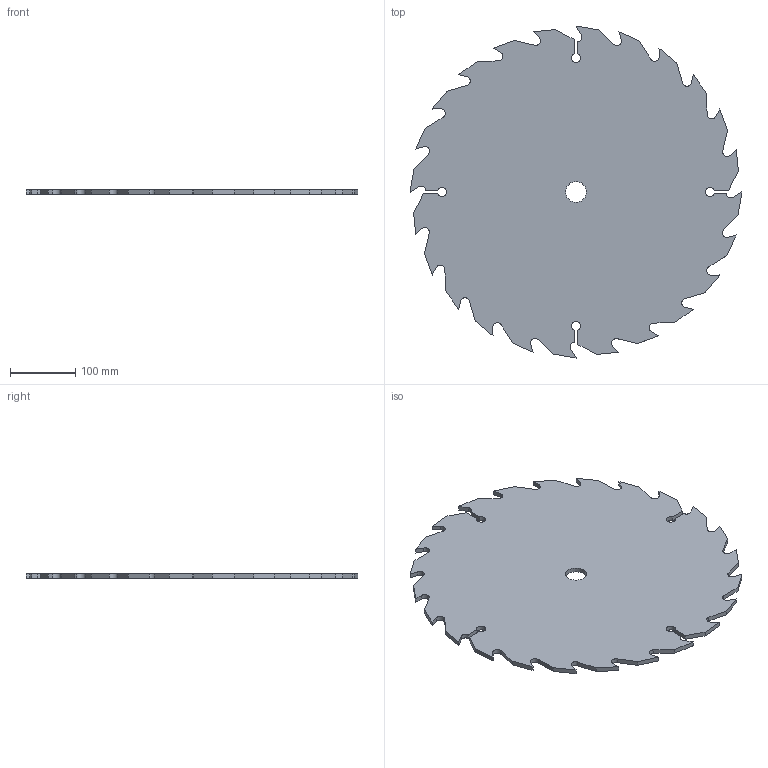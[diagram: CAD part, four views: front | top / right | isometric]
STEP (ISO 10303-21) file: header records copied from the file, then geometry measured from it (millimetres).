
FILE_DESCRIPTION(('Wedge Model'),'2;1');
FILE_NAME('Wedge Shape Model','2015-06-10T11:15:46',('Author'),('Wedge') ,'Wedge STEP','Wedge 1.0','Unknown');
FILE_SCHEMA(('AUTOMOTIVE_DESIGN_CC2 { 1 2 10303 214 -1 1 5 4 }'));
Length unit declared in the file: millimetre
Products named in the file (1): Generic STEP translator Ver. 0.0 1
Bounding box: 508 x 508 x 7 mm (x, y, z)
Volume: 1305121.6 mm3; surface area: 392214.5 mm2
Topology: 1 solids, 1 shells, 111 faces, 327 edges, 218 vertices
Faces by surface type: plane 82, cylinder 29
Full cylindrical faces by diameter (mm): 31.95 x1
Entity records: 7857 total; most frequent: CARTESIAN_POINT 1398, DIRECTION 1176, LINE 778, VECTOR 778, ORIENTED_EDGE 654, PCURVE 654, DEFINITIONAL_REPRESENTATION 654, EDGE_CURVE 327
